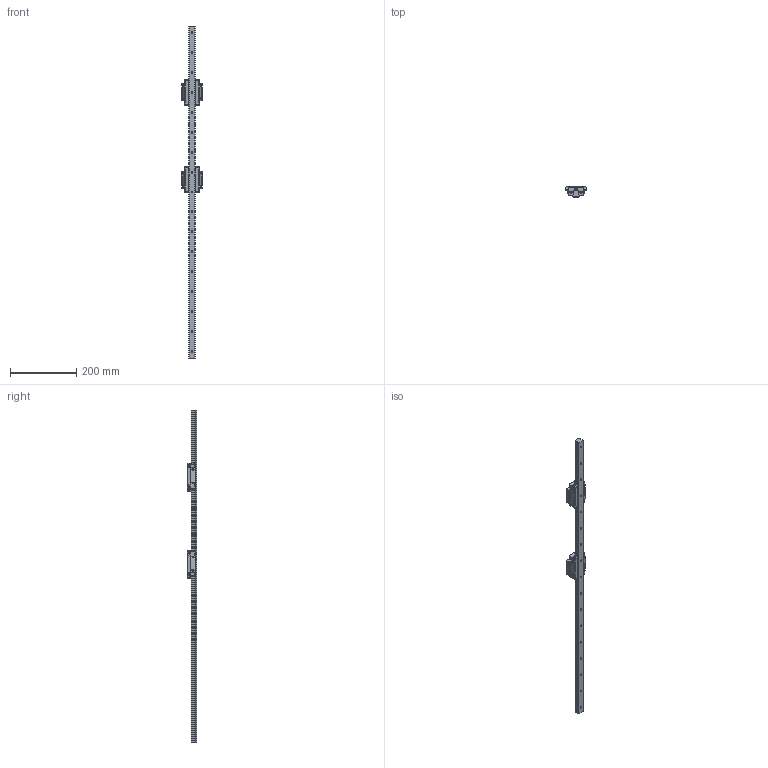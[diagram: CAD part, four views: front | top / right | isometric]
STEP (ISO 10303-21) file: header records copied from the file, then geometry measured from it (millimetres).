
FILE_DESCRIPTION (( 'STEP AP214' ), '1' );
FILE_NAME ('HGR20 LINEAR GUIDE SUBASSEMBLY, 2X HGW20CC.STEP', '2019-03-07T08:54:38', ( '' ), ( '' ), 'SwSTEP 2.0', 'SolidWorks 2018', '' );
FILE_SCHEMA (( 'AUTOMOTIVE_DESIGN' ));
Length unit declared in the file: millimetre
Products named in the file (6): HGW20CC; HGR20R LINEAR GUIDE RAIL, CONFIGURABLE; HGR20 LINEAR GUIDE SUBASSEMBLY, 2X HGW20CC; HGR20R LINEAR GUIDE RAIL, CONFIGURABLE_1000 mm
Assembly tree (3 placements, depth 2):
  HGR20R LINEAR GUIDE RAIL, CONFIGURABLE
  HGR20 LINEAR GUIDE SUBASSEMBLY, 2X HGW20CC
    HGR20R LINEAR GUIDE RAIL, CONFIGURABLE_1000 mm
    HGW20CC  x2
  HGW20CC
  HGW20CC
Bounding box: 63 x 30 x 1000 mm (x, y, z)
Volume: 284640.8 mm3; surface area: 133393 mm2
Topology: 1 solids, 21 shells, 1041 faces, 2930 edges, 1916 vertices
Faces by surface type: plane 575, cylinder 298, cone 136, bspline 32
Entity records: 21540 total; most frequent: CARTESIAN_POINT 4932, ORIENTED_EDGE 3020, DIRECTION 3007, EDGE_CURVE 1614, VERTEX_POINT 1068, AXIS2_PLACEMENT_3D 1033, LINE 941, VECTOR 941
